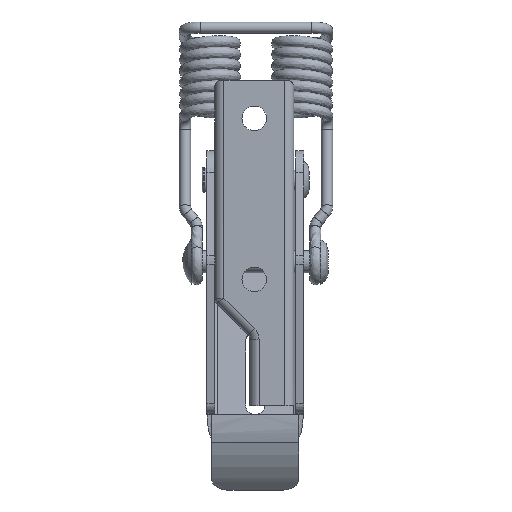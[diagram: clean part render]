
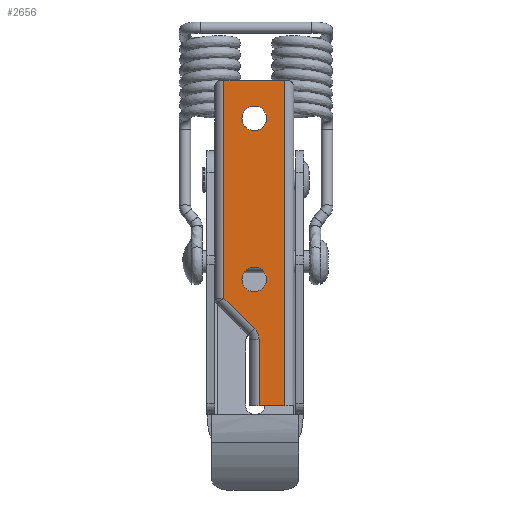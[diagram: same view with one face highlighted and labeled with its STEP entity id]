
A CAD part, front view. The second image highlights one B-rep face of the part: STEP entity #2656.
In plain terms, the highlighted planar face has unit normal (0, -1, 0).
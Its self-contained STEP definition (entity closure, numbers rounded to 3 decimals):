
#172=LINE('',#7715,#329);
#175=LINE('',#7727,#332);
#176=LINE('',#7730,#333);
#177=LINE('',#7732,#334);
#178=LINE('',#7734,#335);
#179=LINE('',#7735,#336);
#329=VECTOR('',#3665,13.762);
#332=VECTOR('',#3680,8.969);
#333=VECTOR('',#3683,5.283);
#334=VECTOR('',#3684,67.469);
#335=VECTOR('',#3685,12.548);
#336=VECTOR('',#3686,45.138);
#531=FACE_BOUND('',#893,.T.);
#532=FACE_BOUND('',#894,.T.);
#586=PLANE('',#3061);
#703=FACE_OUTER_BOUND('',#892,.T.);
#892=EDGE_LOOP('',(#2260,#2261,#2262,#2263,#2264,#2265,#2266));
#893=EDGE_LOOP('',(#2267));
#894=EDGE_LOOP('',(#2268));
#1094=CIRCLE('',#3059,3.15);
#1095=CIRCLE('',#3062,2.553);
#1096=CIRCLE('',#3063,2.553);
#1316=VERTEX_POINT('',#7666);
#1321=VERTEX_POINT('',#7712);
#1322=VERTEX_POINT('',#7714);
#1324=VERTEX_POINT('',#7720);
#1326=VERTEX_POINT('',#7729);
#1327=VERTEX_POINT('',#7731);
#1328=VERTEX_POINT('',#7733);
#1329=VERTEX_POINT('',#7736);
#1330=VERTEX_POINT('',#7738);
#1650=EDGE_CURVE('',#1321,#1322,#172,.T.);
#1655=EDGE_CURVE('',#1322,#1324,#1094,.T.);
#1657=EDGE_CURVE('',#1324,#1316,#175,.T.);
#1658=EDGE_CURVE('',#1321,#1326,#176,.T.);
#1659=EDGE_CURVE('',#1327,#1326,#177,.T.);
#1660=EDGE_CURVE('',#1328,#1327,#178,.T.);
#1661=EDGE_CURVE('',#1316,#1328,#179,.T.);
#1662=EDGE_CURVE('',#1329,#1329,#1095,.T.);
#1663=EDGE_CURVE('',#1330,#1330,#1096,.T.);
#2260=ORIENTED_EDGE('',*,*,#1657,.F.);
#2261=ORIENTED_EDGE('',*,*,#1655,.F.);
#2262=ORIENTED_EDGE('',*,*,#1650,.F.);
#2263=ORIENTED_EDGE('',*,*,#1658,.T.);
#2264=ORIENTED_EDGE('',*,*,#1659,.F.);
#2265=ORIENTED_EDGE('',*,*,#1660,.F.);
#2266=ORIENTED_EDGE('',*,*,#1661,.F.);
#2267=ORIENTED_EDGE('',*,*,#1662,.F.);
#2268=ORIENTED_EDGE('',*,*,#1663,.F.);
#2656=ADVANCED_FACE('',(#703,#531,#532),#586,.T.);
#3059=AXIS2_PLACEMENT_3D('',#7724,#3675,#3676);
#3061=AXIS2_PLACEMENT_3D('',#7728,#3681,#3682);
#3062=AXIS2_PLACEMENT_3D('',#7737,#3687,#3688);
#3063=AXIS2_PLACEMENT_3D('',#7739,#3689,#3690);
#3665=DIRECTION('',(0.,0.,1.));
#3675=DIRECTION('center_axis',(0.,-1.,0.));
#3676=DIRECTION('ref_axis',(0.924,0.,0.383));
#3680=DIRECTION('',(-0.707,0.,0.707));
#3681=DIRECTION('center_axis',(0.,-1.,0.));
#3682=DIRECTION('ref_axis',(0.,0.,-1.));
#3683=DIRECTION('',(1.,0.,0.));
#3684=DIRECTION('',(0.,0.,-1.));
#3685=DIRECTION('',(1.,0.,0.));
#3686=DIRECTION('',(0.,0.,1.));
#3687=DIRECTION('center_axis',(0.,-1.,0.));
#3688=DIRECTION('ref_axis',(-1.,0.,0.));
#3689=DIRECTION('center_axis',(0.,-1.,0.));
#3690=DIRECTION('ref_axis',(-1.,0.,0.));
#7666=CARTESIAN_POINT('',(1.93,0.,-45.138));
#7712=CARTESIAN_POINT('',(9.195,0.,-67.469));
#7714=CARTESIAN_POINT('',(9.195,0.,-53.707));
#7715=CARTESIAN_POINT('',(9.195,0.,-33.734));
#7720=CARTESIAN_POINT('',(8.272,0.,-51.48));
#7724=CARTESIAN_POINT('Origin',(6.045,0.,-53.707));
#7727=CARTESIAN_POINT('',(-6.666,0.,-36.542));
#7728=CARTESIAN_POINT('Origin',(0.,0.,0.));
#7729=CARTESIAN_POINT('',(14.478,0.,-67.469));
#7730=CARTESIAN_POINT('',(0.,0.,-67.469));
#7731=CARTESIAN_POINT('',(14.478,0.,0.));
#7732=CARTESIAN_POINT('',(14.478,0.,-16.773));
#7733=CARTESIAN_POINT('',(1.93,0.,0.));
#7734=CARTESIAN_POINT('',(0.,0.,0.));
#7735=CARTESIAN_POINT('',(1.93,0.,-16.773));
#7736=CARTESIAN_POINT('',(10.757,0.,-41.262));
#7737=CARTESIAN_POINT('Origin',(8.204,0.,-41.262));
#7738=CARTESIAN_POINT('',(10.757,0.,-7.938));
#7739=CARTESIAN_POINT('Origin',(8.204,0.,-7.938));
